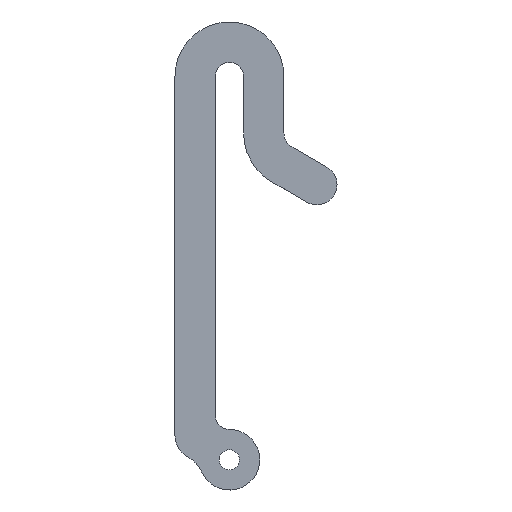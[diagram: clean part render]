
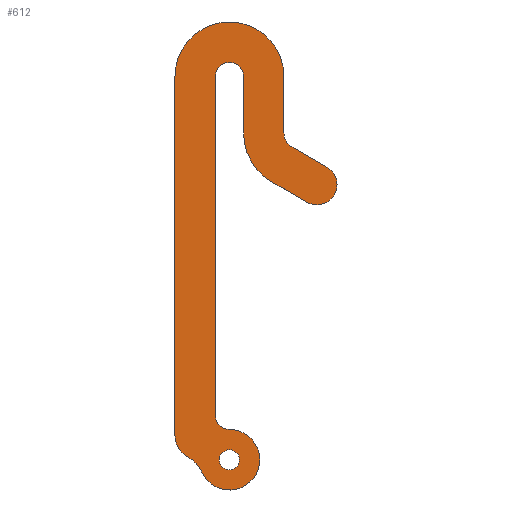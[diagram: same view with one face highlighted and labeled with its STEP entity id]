
A CAD part, top view. The second image highlights one B-rep face of the part: STEP entity #612.
In plain terms, the highlighted planar face has unit normal (0, 0, 1).
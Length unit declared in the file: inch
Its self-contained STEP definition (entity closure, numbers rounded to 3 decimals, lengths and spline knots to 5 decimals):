
#3 = CIRCLE ( 'NONE', #446, 0.175 ) ;
#4 = CARTESIAN_POINT ( 'NONE',  ( -0.125, 0., 0.43333 ) ) ;
#10 = LINE ( 'NONE', #238, #463 ) ;
#19 = CARTESIAN_POINT ( 'NONE',  ( 0., 0., 0.43333 ) ) ;
#20 = AXIS2_PLACEMENT_3D ( 'NONE', #240, #445, #614 ) ;
#21 = ORIENTED_EDGE ( 'NONE', *, *, #181, .T. ) ;
#28 = DIRECTION ( 'NONE',  ( 1., 0., 0. ) ) ;
#30 = AXIS2_PLACEMENT_3D ( 'NONE', #333, #407, #133 ) ;
#35 = LINE ( 'NONE', #260, #443 ) ;
#36 = EDGE_CURVE ( 'NONE', #493, #688, #592, .T. ) ;
#47 = DIRECTION ( 'NONE',  ( 1., 0., 0. ) ) ;
#51 = AXIS2_PLACEMENT_3D ( 'NONE', #119, #387, #658 ) ;
#56 = CARTESIAN_POINT ( 'NONE',  ( -0.175, 4.75, 0.43333 ) ) ;
#58 = VERTEX_POINT ( 'NONE', #409 ) ;
#63 = EDGE_CURVE ( 'NONE', #217, #223, #276, .T. ) ;
#79 = DIRECTION ( 'NONE',  ( 1., 0., 0. ) ) ;
#84 = CARTESIAN_POINT ( 'NONE',  ( 0.525, 3.44378, 0.43333 ) ) ;
#85 = CIRCLE ( 'NONE', #30, 0.125 ) ;
#87 = EDGE_CURVE ( 'NONE', #688, #233, #357, .T. ) ;
#101 = EDGE_CURVE ( 'NONE', #297, #424, #354, .T. ) ;
#102 = ORIENTED_EDGE ( 'NONE', *, *, #437, .F. ) ;
#103 = DIRECTION ( 'NONE',  ( 0., 0., -1. ) ) ;
#105 = ORIENTED_EDGE ( 'NONE', *, *, #310, .T. ) ;
#111 = DIRECTION ( 'NONE',  ( 0., 0., 1. ) ) ;
#119 = CARTESIAN_POINT ( 'NONE',  ( 0., 4.75, 0.43333 ) ) ;
#130 = ORIENTED_EDGE ( 'NONE', *, *, #344, .T. ) ;
#133 = DIRECTION ( 'NONE',  ( 1., 0., 0. ) ) ;
#134 = CARTESIAN_POINT ( 'NONE',  ( 0., 4.75, 0.43333 ) ) ;
#140 = DIRECTION ( 'NONE',  ( 1., 0., 0. ) ) ;
#148 = AXIS2_PLACEMENT_3D ( 'NONE', #19, #524, #47 ) ;
#151 = CARTESIAN_POINT ( 'NONE',  ( -0.675, 4.75, 0.43333 ) ) ;
#153 = CARTESIAN_POINT ( 'NONE',  ( 0.175, 4.75, 0.43333 ) ) ;
#157 = CARTESIAN_POINT ( 'NONE',  ( -0.34244, -0.15285, 0.43333 ) ) ;
#170 = AXIS2_PLACEMENT_3D ( 'NONE', #202, #456, #28 ) ;
#171 = EDGE_CURVE ( 'NONE', #223, #557, #35, .T. ) ;
#181 = EDGE_CURVE ( 'NONE', #424, #438, #416, .T. ) ;
#183 = VERTEX_POINT ( 'NONE', #151 ) ;
#184 = AXIS2_PLACEMENT_3D ( 'NONE', #224, #482, #652 ) ;
#195 = CARTESIAN_POINT ( 'NONE',  ( 0., 0., 0.43333 ) ) ;
#202 = CARTESIAN_POINT ( 'NONE',  ( 1.08301, 3.41029, 0.43333 ) ) ;
#210 = CARTESIAN_POINT ( 'NONE',  ( 0., 0.375, 0.43333 ) ) ;
#212 = ORIENTED_EDGE ( 'NONE', *, *, #229, .T. ) ;
#217 = VERTEX_POINT ( 'NONE', #519 ) ;
#219 = FACE_OUTER_BOUND ( 'NONE', #389, .T. ) ;
#223 = VERTEX_POINT ( 'NONE', #153 ) ;
#224 = CARTESIAN_POINT ( 'NONE',  ( 0.875, 4.05, 0.43333 ) ) ;
#226 = ORIENTED_EDGE ( 'NONE', *, *, #36, .T. ) ;
#228 = ORIENTED_EDGE ( 'NONE', *, *, #421, .T. ) ;
#229 = EDGE_CURVE ( 'NONE', #656, #640, #3, .T. ) ;
#233 = VERTEX_POINT ( 'NONE', #157 ) ;
#238 = CARTESIAN_POINT ( 'NONE',  ( -0.675, 4.75, 0.43333 ) ) ;
#240 = CARTESIAN_POINT ( 'NONE',  ( -0.375, 0.3, 0.43333 ) ) ;
#241 = AXIS2_PLACEMENT_3D ( 'NONE', #195, #356, #140 ) ;
#243 = EDGE_CURVE ( 'NONE', #58, #605, #293, .T. ) ;
#249 = ORIENTED_EDGE ( 'NONE', *, *, #87, .T. ) ;
#254 = CIRCLE ( 'NONE', #51, 0.675 ) ;
#260 = CARTESIAN_POINT ( 'NONE',  ( 0.175, 4.75, 0.43333 ) ) ;
#276 = CIRCLE ( 'NONE', #664, 0.175 ) ;
#280 = ORIENTED_EDGE ( 'NONE', *, *, #63, .T. ) ;
#284 = CIRCLE ( 'NONE', #335, 0.7 ) ;
#286 = DIRECTION ( 'NONE',  ( 1., 0., 0. ) ) ;
#288 = ORIENTED_EDGE ( 'NONE', *, *, #101, .T. ) ;
#290 = EDGE_CURVE ( 'NONE', #640, #217, #549, .T. ) ;
#293 = CIRCLE ( 'NONE', #148, 0.125 ) ;
#297 = VERTEX_POINT ( 'NONE', #489 ) ;
#308 = DIRECTION ( 'NONE',  ( 0., 1., 0. ) ) ;
#310 = EDGE_CURVE ( 'NONE', #183, #493, #10, .T. ) ;
#313 = DIRECTION ( 'NONE',  ( -0.866, 0.5, 0. ) ) ;
#333 = CARTESIAN_POINT ( 'NONE',  ( 0., 0., 0.43333 ) ) ;
#334 = ORIENTED_EDGE ( 'NONE', *, *, #552, .T. ) ;
#335 = AXIS2_PLACEMENT_3D ( 'NONE', #390, #111, #286 ) ;
#344 = EDGE_CURVE ( 'NONE', #438, #650, #451, .T. ) ;
#347 = CARTESIAN_POINT ( 'NONE',  ( 0.95801, 3.19378, 0.43333 ) ) ;
#354 = CIRCLE ( 'NONE', #170, 0.25 ) ;
#356 = DIRECTION ( 'NONE',  ( 0., 0., 1. ) ) ;
#357 = CIRCLE ( 'NONE', #435, 0.4 ) ;
#360 = CARTESIAN_POINT ( 'NONE',  ( -0.7077, -0.31588, 0.43333 ) ) ;
#361 = EDGE_CURVE ( 'NONE', #498, #183, #254, .T. ) ;
#381 = VECTOR ( 'NONE', #313, 39.37008 ) ;
#383 = ORIENTED_EDGE ( 'NONE', *, *, #290, .T. ) ;
#387 = DIRECTION ( 'NONE',  ( 0., 0., 1. ) ) ;
#389 = EDGE_LOOP ( 'NONE', ( #636, #212, #383, #280, #551, #228, #334, #288, #21, #130, #598, #594, #105, #226, #249 ) ) ;
#390 = CARTESIAN_POINT ( 'NONE',  ( 0.875, 4.05, 0.43333 ) ) ;
#407 = DIRECTION ( 'NONE',  ( 0., 0., 1. ) ) ;
#409 = CARTESIAN_POINT ( 'NONE',  ( 0.125, 0., 0.43333 ) ) ;
#416 = LINE ( 'NONE', #629, #381 ) ;
#419 = CARTESIAN_POINT ( 'NONE',  ( 0., 0., 0.43333 ) ) ;
#421 = EDGE_CURVE ( 'NONE', #557, #495, #284, .T. ) ;
#424 = VERTEX_POINT ( 'NONE', #536 ) ;
#426 = DIRECTION ( 'NONE',  ( 0., 0., 1. ) ) ;
#435 = AXIS2_PLACEMENT_3D ( 'NONE', #360, #502, #681 ) ;
#437 = EDGE_CURVE ( 'NONE', #605, #58, #85, .T. ) ;
#438 = VERTEX_POINT ( 'NONE', #564 ) ;
#443 = VECTOR ( 'NONE', #626, 39.37008 ) ;
#445 = DIRECTION ( 'NONE',  ( 0., 0., 1. ) ) ;
#446 = AXIS2_PLACEMENT_3D ( 'NONE', #582, #103, #689 ) ;
#451 = CIRCLE ( 'NONE', #184, 0.2 ) ;
#454 = EDGE_CURVE ( 'NONE', #233, #656, #486, .T. ) ;
#455 = CARTESIAN_POINT ( 'NONE',  ( -0.675, 0.3, 0.43333 ) ) ;
#456 = DIRECTION ( 'NONE',  ( 0., 0., 1. ) ) ;
#458 = EDGE_CURVE ( 'NONE', #650, #498, #561, .T. ) ;
#462 = DIRECTION ( 'NONE',  ( 0., 0., -1. ) ) ;
#463 = VECTOR ( 'NONE', #603, 39.37008 ) ;
#475 = VECTOR ( 'NONE', #308, 39.37008 ) ;
#482 = DIRECTION ( 'NONE',  ( 0., 0., -1. ) ) ;
#486 = CIRCLE ( 'NONE', #241, 0.375 ) ;
#489 = CARTESIAN_POINT ( 'NONE',  ( 0.95801, 3.19378, 0.43333 ) ) ;
#493 = VERTEX_POINT ( 'NONE', #455 ) ;
#495 = VERTEX_POINT ( 'NONE', #84 ) ;
#497 = CARTESIAN_POINT ( 'NONE',  ( 0.675, 4.75, 0.43333 ) ) ;
#498 = VERTEX_POINT ( 'NONE', #499 ) ;
#499 = CARTESIAN_POINT ( 'NONE',  ( 0.675, 4.75, 0.43333 ) ) ;
#502 = DIRECTION ( 'NONE',  ( 0., 0., -1. ) ) ;
#519 = CARTESIAN_POINT ( 'NONE',  ( -0.175, 4.75, 0.43333 ) ) ;
#521 = AXIS2_PLACEMENT_3D ( 'NONE', #419, #426, #687 ) ;
#524 = DIRECTION ( 'NONE',  ( 0., 0., 1. ) ) ;
#536 = CARTESIAN_POINT ( 'NONE',  ( 1.20801, 3.62679, 0.43333 ) ) ;
#543 = VECTOR ( 'NONE', #622, 39.37008 ) ;
#546 = EDGE_LOOP ( 'NONE', ( #102, #642 ) ) ;
#549 = LINE ( 'NONE', #56, #624 ) ;
#551 = ORIENTED_EDGE ( 'NONE', *, *, #171, .T. ) ;
#552 = EDGE_CURVE ( 'NONE', #495, #297, #669, .T. ) ;
#557 = VERTEX_POINT ( 'NONE', #572 ) ;
#561 = LINE ( 'NONE', #497, #475 ) ;
#564 = CARTESIAN_POINT ( 'NONE',  ( 0.775, 3.87679, 0.43333 ) ) ;
#572 = CARTESIAN_POINT ( 'NONE',  ( 0.175, 4.05, 0.43333 ) ) ;
#575 = PLANE ( 'NONE',  #521 ) ;
#579 = CARTESIAN_POINT ( 'NONE',  ( -0.51759, 0.03605, 0.43333 ) ) ;
#582 = CARTESIAN_POINT ( 'NONE',  ( 0., 0.55, 0.43333 ) ) ;
#589 = CARTESIAN_POINT ( 'NONE',  ( -0.175, 0.55, 0.43333 ) ) ;
#592 = CIRCLE ( 'NONE', #20, 0.3 ) ;
#594 = ORIENTED_EDGE ( 'NONE', *, *, #361, .T. ) ;
#598 = ORIENTED_EDGE ( 'NONE', *, *, #458, .T. ) ;
#603 = DIRECTION ( 'NONE',  ( 0., -1., 0. ) ) ;
#605 = VERTEX_POINT ( 'NONE', #4 ) ;
#612 = ADVANCED_FACE ( 'NONE', ( #219, #682 ), #575, .T. ) ;
#614 = DIRECTION ( 'NONE',  ( 1., 0., 0. ) ) ;
#622 = DIRECTION ( 'NONE',  ( 0.866, -0.5, 0. ) ) ;
#624 = VECTOR ( 'NONE', #661, 39.37008 ) ;
#626 = DIRECTION ( 'NONE',  ( 0., -1., 0. ) ) ;
#629 = CARTESIAN_POINT ( 'NONE',  ( 0.775, 3.87679, 0.43333 ) ) ;
#630 = CARTESIAN_POINT ( 'NONE',  ( 0.675, 4.05, 0.43333 ) ) ;
#636 = ORIENTED_EDGE ( 'NONE', *, *, #454, .T. ) ;
#640 = VERTEX_POINT ( 'NONE', #589 ) ;
#642 = ORIENTED_EDGE ( 'NONE', *, *, #243, .F. ) ;
#650 = VERTEX_POINT ( 'NONE', #630 ) ;
#652 = DIRECTION ( 'NONE',  ( 1., 0., 0. ) ) ;
#656 = VERTEX_POINT ( 'NONE', #210 ) ;
#658 = DIRECTION ( 'NONE',  ( 1., 0., 0. ) ) ;
#661 = DIRECTION ( 'NONE',  ( 0., 1., 0. ) ) ;
#664 = AXIS2_PLACEMENT_3D ( 'NONE', #134, #462, #79 ) ;
#669 = LINE ( 'NONE', #347, #543 ) ;
#681 = DIRECTION ( 'NONE',  ( 1., 0., 0. ) ) ;
#682 = FACE_BOUND ( 'NONE', #546, .T. ) ;
#687 = DIRECTION ( 'NONE',  ( 1., 0., 0. ) ) ;
#688 = VERTEX_POINT ( 'NONE', #579 ) ;
#689 = DIRECTION ( 'NONE',  ( 1., 0., 0. ) ) ;
